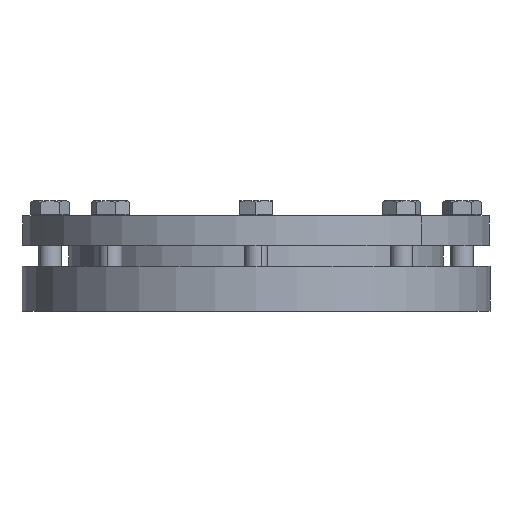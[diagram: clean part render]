
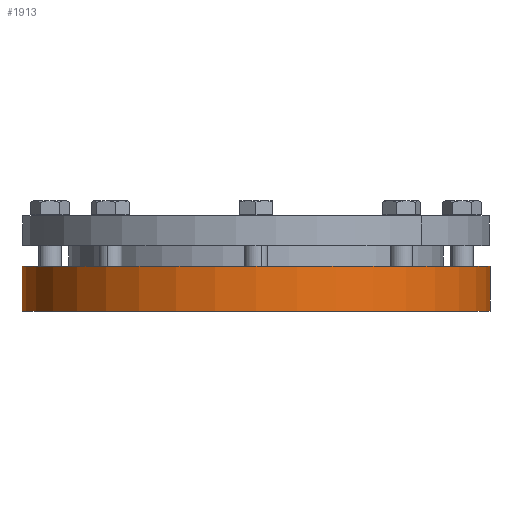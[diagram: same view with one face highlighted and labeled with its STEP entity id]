
A CAD part, front view. The second image highlights one B-rep face of the part: STEP entity #1913.
In plain terms, the highlighted cylindrical face has radius 125 mm (diameter 250 mm), a partial arc.
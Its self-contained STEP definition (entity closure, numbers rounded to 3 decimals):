
#29 = VERTEX_POINT ( 'NONE', #1796 ) ;
#239 = ORIENTED_EDGE ( 'NONE', *, *, #5731, .T. ) ;
#434 = EDGE_CURVE ( 'NONE', #29, #14301, #13537, .T. ) ;
#885 = CYLINDRICAL_SURFACE ( 'NONE', #9841, 125. ) ;
#1796 = CARTESIAN_POINT ( 'NONE',  ( 125., 0., 24. ) ) ;
#1913 = ADVANCED_FACE ( 'NONE', ( #12844 ), #885, .T. ) ;
#3276 = EDGE_CURVE ( 'NONE', #14301, #6293, #5649, .T. ) ;
#3973 = DIRECTION ( 'NONE',  ( 0., 0., -1. ) ) ;
#4435 = DIRECTION ( 'NONE',  ( 0., 0., -1. ) ) ;
#5159 = AXIS2_PLACEMENT_3D ( 'NONE', #14681, #14899, #11430 ) ;
#5570 = VERTEX_POINT ( 'NONE', #10823 ) ;
#5649 = CIRCLE ( 'NONE', #5159, 125. ) ;
#5731 = EDGE_CURVE ( 'NONE', #5570, #6293, #6860, .T. ) ;
#5793 = VECTOR ( 'NONE', #3973, 1000. ) ;
#6293 = VERTEX_POINT ( 'NONE', #13253 ) ;
#6610 = EDGE_LOOP ( 'NONE', ( #11171, #7927, #239, #7396 ) ) ;
#6678 = DIRECTION ( 'NONE',  ( -1., 0., 0. ) ) ;
#6836 = AXIS2_PLACEMENT_3D ( 'NONE', #7753, #15023, #6678 ) ;
#6860 = LINE ( 'NONE', #9034, #7956 ) ;
#7396 = ORIENTED_EDGE ( 'NONE', *, *, #3276, .F. ) ;
#7753 = CARTESIAN_POINT ( 'NONE',  ( 0., 0., 24. ) ) ;
#7927 = ORIENTED_EDGE ( 'NONE', *, *, #12145, .T. ) ;
#7956 = VECTOR ( 'NONE', #9264, 1000. ) ;
#8166 = CARTESIAN_POINT ( 'NONE',  ( 125., 0., 0. ) ) ;
#9034 = CARTESIAN_POINT ( 'NONE',  ( -125., 0., 0. ) ) ;
#9143 = DIRECTION ( 'NONE',  ( -1., 0., 0. ) ) ;
#9264 = DIRECTION ( 'NONE',  ( 0., 0., -1. ) ) ;
#9841 = AXIS2_PLACEMENT_3D ( 'NONE', #15073, #4435, #9143 ) ;
#10823 = CARTESIAN_POINT ( 'NONE',  ( -125., 0., 24. ) ) ;
#11171 = ORIENTED_EDGE ( 'NONE', *, *, #434, .F. ) ;
#11430 = DIRECTION ( 'NONE',  ( -1., 0., 0. ) ) ;
#12145 = EDGE_CURVE ( 'NONE', #29, #5570, #13002, .T. ) ;
#12364 = CARTESIAN_POINT ( 'NONE',  ( 125., 0., 0. ) ) ;
#12844 = FACE_OUTER_BOUND ( 'NONE', #6610, .T. ) ;
#13002 = CIRCLE ( 'NONE', #6836, 125. ) ;
#13253 = CARTESIAN_POINT ( 'NONE',  ( -125., 0., 0. ) ) ;
#13537 = LINE ( 'NONE', #12364, #5793 ) ;
#14301 = VERTEX_POINT ( 'NONE', #8166 ) ;
#14681 = CARTESIAN_POINT ( 'NONE',  ( 0., 0., 0. ) ) ;
#14899 = DIRECTION ( 'NONE',  ( 0., 0., -1. ) ) ;
#15023 = DIRECTION ( 'NONE',  ( 0., 0., -1. ) ) ;
#15073 = CARTESIAN_POINT ( 'NONE',  ( 0., 0., 0. ) ) ;
